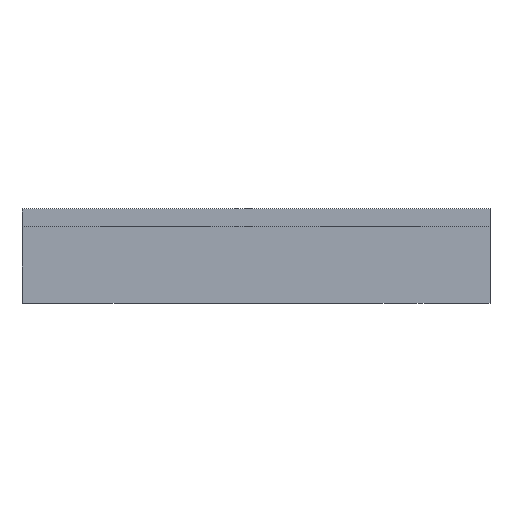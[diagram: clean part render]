
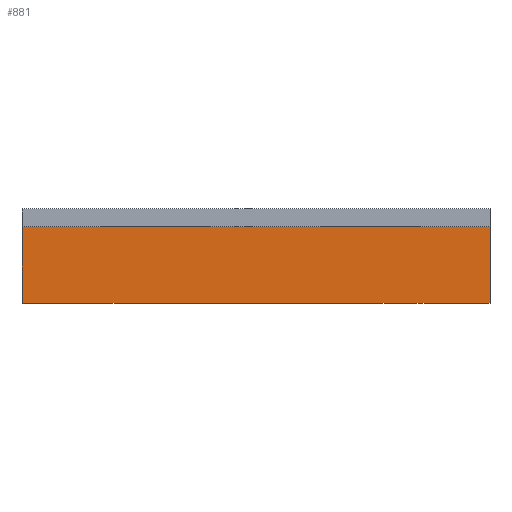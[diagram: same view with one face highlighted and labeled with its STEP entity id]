
A CAD part, front view. The second image highlights one B-rep face of the part: STEP entity #881.
In plain terms, the highlighted planar face has unit normal (0, -1, 0).
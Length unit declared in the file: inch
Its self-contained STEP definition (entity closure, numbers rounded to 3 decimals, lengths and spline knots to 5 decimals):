
#174 = CARTESIAN_POINT ( 'NONE',  ( -0.1875, -0.25, 0. ) ) ;
#197 = EDGE_CURVE ( 'NONE', #766, #2046, #1158, .T. ) ;
#239 = VECTOR ( 'NONE', #334, 39.37008 ) ;
#334 = DIRECTION ( 'NONE',  ( 0., 0., -1. ) ) ;
#349 = CARTESIAN_POINT ( 'NONE',  ( -0.1875, -0.25, 0. ) ) ;
#363 = EDGE_CURVE ( 'NONE', #1090, #2046, #2024, .T. ) ;
#556 = DIRECTION ( 'NONE',  ( 1., 0., 0. ) ) ;
#576 = ORIENTED_EDGE ( 'NONE', *, *, #197, .T. ) ;
#590 = ORIENTED_EDGE ( 'NONE', *, *, #363, .F. ) ;
#649 = VERTEX_POINT ( 'NONE', #1764 ) ;
#691 = ORIENTED_EDGE ( 'NONE', *, *, #1275, .F. ) ;
#766 = VERTEX_POINT ( 'NONE', #174 ) ;
#881 = ADVANCED_FACE ( 'NONE', ( #1477 ), #1282, .F. ) ;
#1082 = ORIENTED_EDGE ( 'NONE', *, *, #1151, .T. ) ;
#1090 = VERTEX_POINT ( 'NONE', #2591 ) ;
#1151 = EDGE_CURVE ( 'NONE', #649, #766, #2415, .T. ) ;
#1158 = LINE ( 'NONE', #349, #2181 ) ;
#1167 = CARTESIAN_POINT ( 'NONE',  ( -0.1875, -0.25, 0.06118 ) ) ;
#1196 = EDGE_LOOP ( 'NONE', ( #1082, #576, #590, #691 ) ) ;
#1216 = DIRECTION ( 'NONE',  ( 0., 0., -1. ) ) ;
#1275 = EDGE_CURVE ( 'NONE', #649, #1090, #1395, .T. ) ;
#1280 = VECTOR ( 'NONE', #2665, 39.37008 ) ;
#1282 = PLANE ( 'NONE',  #2212 ) ;
#1395 = LINE ( 'NONE', #1651, #1280 ) ;
#1477 = FACE_OUTER_BOUND ( 'NONE', #1196, .T. ) ;
#1541 = CARTESIAN_POINT ( 'NONE',  ( 0.1875, -0.25, 0. ) ) ;
#1651 = CARTESIAN_POINT ( 'NONE',  ( 0., -0.25, 0.06118 ) ) ;
#1764 = CARTESIAN_POINT ( 'NONE',  ( -0.1875, -0.25, 0.06118 ) ) ;
#2024 = LINE ( 'NONE', #2289, #2213 ) ;
#2046 = VERTEX_POINT ( 'NONE', #1541 ) ;
#2135 = DIRECTION ( 'NONE',  ( 0., 0., 1. ) ) ;
#2181 = VECTOR ( 'NONE', #556, 39.37008 ) ;
#2212 = AXIS2_PLACEMENT_3D ( 'NONE', #2517, #2505, #2135 ) ;
#2213 = VECTOR ( 'NONE', #1216, 39.37008 ) ;
#2289 = CARTESIAN_POINT ( 'NONE',  ( 0.1875, -0.25, 0.06118 ) ) ;
#2415 = LINE ( 'NONE', #1167, #239 ) ;
#2505 = DIRECTION ( 'NONE',  ( 0., 1., 0. ) ) ;
#2517 = CARTESIAN_POINT ( 'NONE',  ( 0., -0.25, 0.06118 ) ) ;
#2591 = CARTESIAN_POINT ( 'NONE',  ( 0.1875, -0.25, 0.06118 ) ) ;
#2665 = DIRECTION ( 'NONE',  ( 1., 0., 0. ) ) ;
